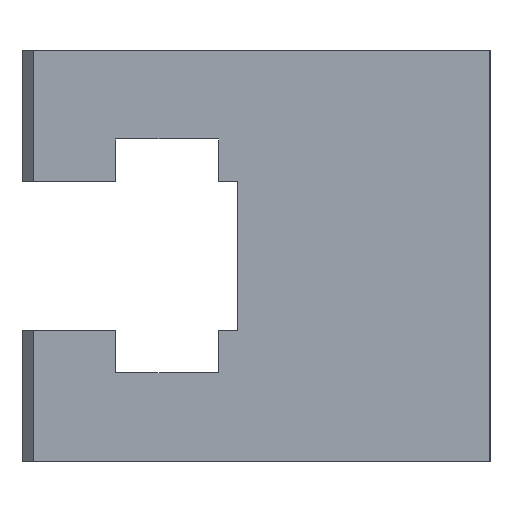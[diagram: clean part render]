
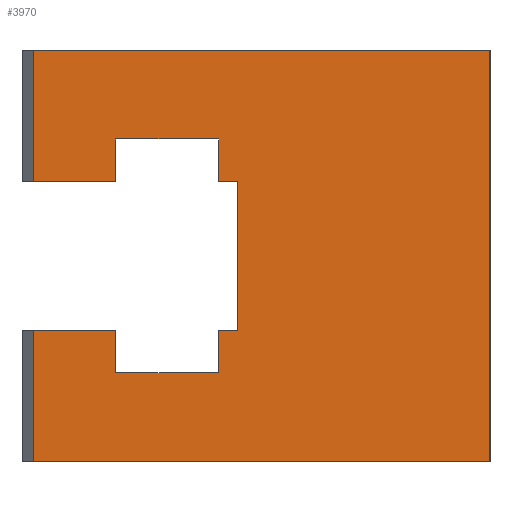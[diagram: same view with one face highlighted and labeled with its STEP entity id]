
A CAD part, left-side view. The second image highlights one B-rep face of the part: STEP entity #3970.
In plain terms, the highlighted planar face has unit normal (-1, 0, 0).
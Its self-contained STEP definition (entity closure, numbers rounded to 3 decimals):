
#3970=ADVANCED_FACE('',(#8063),#8064,.F.);
#8063=FACE_OUTER_BOUND('',#12280,.T.);
#8064=PLANE('',#12281);
#12280=EDGE_LOOP('',(#24766,#24767,#24768,#24769,#24770,#24771,#24772,#24773,#24774,#24775,#24776,#24777,#24778,#24779,#24780,#24781));
#12281=AXIS2_PLACEMENT_3D('',#24782,#24783,#24784);
#24766=ORIENTED_EDGE('',*,*,#31845,.T.);
#24767=ORIENTED_EDGE('',*,*,#27316,.T.);
#24768=ORIENTED_EDGE('',*,*,#31847,.T.);
#24769=ORIENTED_EDGE('',*,*,#31848,.T.);
#24770=ORIENTED_EDGE('',*,*,#27042,.T.);
#24771=ORIENTED_EDGE('',*,*,#27220,.T.);
#24772=ORIENTED_EDGE('',*,*,#27223,.T.);
#24773=ORIENTED_EDGE('',*,*,#27226,.T.);
#24774=ORIENTED_EDGE('',*,*,#28538,.T.);
#24775=ORIENTED_EDGE('',*,*,#31849,.T.);
#24776=ORIENTED_EDGE('',*,*,#27234,.T.);
#24777=ORIENTED_EDGE('',*,*,#27255,.T.);
#24778=ORIENTED_EDGE('',*,*,#31843,.T.);
#24779=ORIENTED_EDGE('',*,*,#31850,.F.);
#24780=ORIENTED_EDGE('',*,*,#31851,.F.);
#24781=ORIENTED_EDGE('',*,*,#29076,.F.);
#24782=CARTESIAN_POINT('',(-75.0,25.0,0.0));
#24783=DIRECTION('',(1.0,0.0,0.0));
#24784=DIRECTION('',(0.0,0.0,-1.0));
#27042=EDGE_CURVE('',#32987,#32985,#32988,.T.);
#27220=EDGE_CURVE('',#32985,#33294,#33296,.T.);
#27223=EDGE_CURVE('',#33294,#33298,#33300,.T.);
#27226=EDGE_CURVE('',#33298,#33302,#33304,.T.);
#27234=EDGE_CURVE('',#33316,#33314,#33317,.T.);
#27255=EDGE_CURVE('',#33314,#33354,#33356,.T.);
#27316=EDGE_CURVE('',#33459,#33457,#33460,.T.);
#28538=EDGE_CURVE('',#33302,#35672,#35674,.T.);
#29076=EDGE_CURVE('',#36727,#36729,#36730,.T.);
#31843=EDGE_CURVE('',#33354,#40136,#40138,.T.);
#31845=EDGE_CURVE('',#36727,#33459,#40140,.T.);
#31847=EDGE_CURVE('',#33457,#40142,#40143,.T.);
#31848=EDGE_CURVE('',#40142,#32987,#40144,.T.);
#31849=EDGE_CURVE('',#35672,#33316,#40145,.T.);
#31850=EDGE_CURVE('',#40146,#40136,#40147,.T.);
#31851=EDGE_CURVE('',#36729,#40146,#40148,.T.);
#32985=VERTEX_POINT('',#41525);
#32987=VERTEX_POINT('',#41528);
#32988=LINE('',#41529,#41530);
#33294=VERTEX_POINT('',#41960);
#33296=LINE('',#41963,#41964);
#33298=VERTEX_POINT('',#41966);
#33300=LINE('',#41969,#41970);
#33302=VERTEX_POINT('',#41972);
#33304=LINE('',#41975,#41976);
#33314=VERTEX_POINT('',#41990);
#33316=VERTEX_POINT('',#41993);
#33317=LINE('',#41994,#41995);
#33354=VERTEX_POINT('',#42050);
#33356=LINE('',#42053,#42054);
#33457=VERTEX_POINT('',#42204);
#33459=VERTEX_POINT('',#42207);
#33460=LINE('',#42208,#42209);
#35672=VERTEX_POINT('',#45385);
#35674=LINE('',#45388,#45389);
#36727=VERTEX_POINT('',#46971);
#36729=VERTEX_POINT('',#46974);
#36730=LINE('',#46975,#46976);
#40136=VERTEX_POINT('',#52034);
#40138=LINE('',#52037,#52038);
#40140=LINE('',#52040,#52041);
#40142=VERTEX_POINT('',#52043);
#40143=LINE('',#52044,#52045);
#40144=LINE('',#52046,#52047);
#40145=LINE('',#52048,#52049);
#40146=VERTEX_POINT('',#52050);
#40147=LINE('',#52051,#52052);
#40148=LINE('',#52053,#52054);
#41525=CARTESIAN_POINT('',(-75.0,29.0,8.0));
#41528=CARTESIAN_POINT('',(-75.0,29.0,12.5));
#41529=CARTESIAN_POINT('',(-75.0,29.0,0.0));
#41530=VECTOR('',#53274,1.0);
#41960=CARTESIAN_POINT('',(-75.0,27.0,8.0));
#41963=CARTESIAN_POINT('',(-75.0,31.75,8.0));
#41964=VECTOR('',#53490,1.0);
#41966=CARTESIAN_POINT('',(-75.0,27.0,-8.0));
#41969=CARTESIAN_POINT('',(-75.0,27.0,0.0));
#41970=VECTOR('',#53492,1.0);
#41972=CARTESIAN_POINT('',(-75.0,29.0,-8.0));
#41975=CARTESIAN_POINT('',(-75.0,31.75,-8.0));
#41976=VECTOR('',#53494,1.0);
#41990=CARTESIAN_POINT('',(-75.0,40.0,-8.0));
#41993=CARTESIAN_POINT('',(-75.0,40.0,-12.5));
#41994=CARTESIAN_POINT('',(-75.0,40.0,0.0));
#41995=VECTOR('',#53500,1.0);
#42050=CARTESIAN_POINT('',(-75.0,48.75,-8.0));
#42053=CARTESIAN_POINT('',(-75.0,31.75,-8.0));
#42054=VECTOR('',#53520,1.0);
#42204=CARTESIAN_POINT('',(-75.0,40.0,8.0));
#42207=CARTESIAN_POINT('',(-75.0,48.75,8.0));
#42208=CARTESIAN_POINT('',(-75.0,31.75,8.0));
#42209=VECTOR('',#53574,1.0);
#45385=CARTESIAN_POINT('',(-75.0,29.0,-12.5));
#45388=CARTESIAN_POINT('',(-75.0,29.0,0.0));
#45389=VECTOR('',#55008,1.0);
#46971=CARTESIAN_POINT('',(-75.0,48.75,22.0));
#46974=CARTESIAN_POINT('',(-75.0,0.0,22.0));
#46975=CARTESIAN_POINT('',(-75.0,25.0,22.0));
#46976=VECTOR('',#55542,1.0);
#52034=CARTESIAN_POINT('',(-75.0,48.75,-22.0));
#52037=CARTESIAN_POINT('',(-75.0,48.75,0.0));
#52038=VECTOR('',#57367,1.0);
#52040=CARTESIAN_POINT('',(-75.0,48.75,0.0));
#52041=VECTOR('',#57368,1.0);
#52043=CARTESIAN_POINT('',(-75.0,40.0,12.5));
#52044=CARTESIAN_POINT('',(-75.0,40.0,0.0));
#52045=VECTOR('',#57369,1.0);
#52046=CARTESIAN_POINT('',(-75.0,29.75,12.5));
#52047=VECTOR('',#57370,1.0);
#52048=CARTESIAN_POINT('',(-75.0,29.75,-12.5));
#52049=VECTOR('',#57371,1.0);
#52050=CARTESIAN_POINT('',(-75.0,0.0,-22.0));
#52051=CARTESIAN_POINT('',(-75.0,25.0,-22.0));
#52052=VECTOR('',#57372,1.0);
#52053=CARTESIAN_POINT('',(-75.0,0.0,0.0));
#52054=VECTOR('',#57373,1.0);
#53274=DIRECTION('',(0.0,0.0,-1.0));
#53490=DIRECTION('',(0.0,-1.0,0.0));
#53492=DIRECTION('',(0.0,0.0,-1.0));
#53494=DIRECTION('',(0.0,1.0,0.0));
#53500=DIRECTION('',(0.0,0.0,1.0));
#53520=DIRECTION('',(0.0,1.0,0.0));
#53574=DIRECTION('',(0.0,-1.0,0.0));
#55008=DIRECTION('',(0.0,0.0,-1.0));
#55542=DIRECTION('',(0.0,-1.0,0.0));
#57367=DIRECTION('',(0.0,0.0,-1.0));
#57368=DIRECTION('',(0.0,0.0,-1.0));
#57369=DIRECTION('',(0.0,0.0,1.0));
#57370=DIRECTION('',(0.0,-1.0,0.0));
#57371=DIRECTION('',(0.0,1.0,0.0));
#57372=DIRECTION('',(0.0,1.0,0.0));
#57373=DIRECTION('',(0.0,0.0,-1.0));
